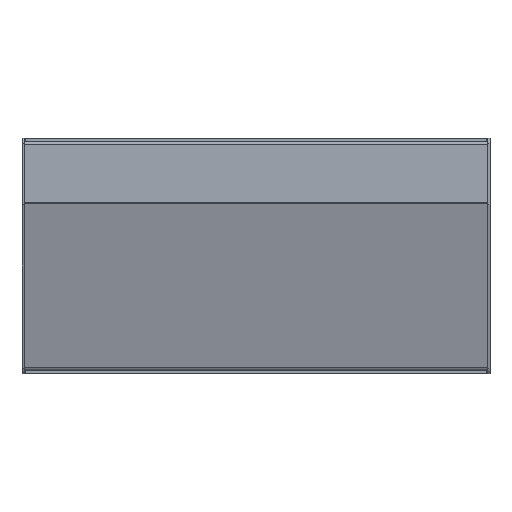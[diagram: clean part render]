
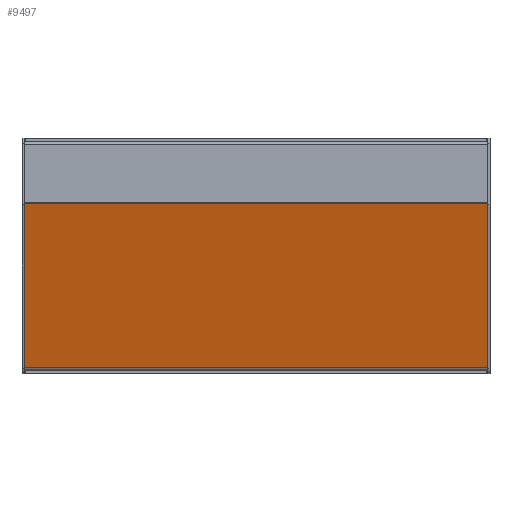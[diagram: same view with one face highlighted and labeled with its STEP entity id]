
A CAD part, top view. The second image highlights one B-rep face of the part: STEP entity #9497.
In plain terms, the highlighted planar face has unit normal (0, -0.259, 0.966).
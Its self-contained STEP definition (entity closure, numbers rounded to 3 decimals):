
#5822=CARTESIAN_POINT('',(215.106,-57.541,-0.105));
#5823=VERTEX_POINT('',#5822);
#5831=CARTESIAN_POINT('',(215.106,-210.041,-40.969));
#5832=VERTEX_POINT('',#5831);
#5833=CARTESIAN_POINT('',(215.106,-57.541,-0.105));
#5834=DIRECTION('',(0.0,-0.966,-0.259));
#5835=VECTOR('',#5834,157.88);
#5836=LINE('',#5833,#5835);
#5837=EDGE_CURVE('',#5823,#5832,#5836,.T.);
#7469=CARTESIAN_POINT('',(-215.106,-210.041,-40.969));
#7470=VERTEX_POINT('',#7469);
#7478=CARTESIAN_POINT('',(-215.106,-57.541,-0.105));
#7479=VERTEX_POINT('',#7478);
#7480=CARTESIAN_POINT('',(-215.106,-57.541,-0.105));
#7481=DIRECTION('',(0.0,-0.966,-0.259));
#7482=VECTOR('',#7481,157.88);
#7483=LINE('',#7480,#7482);
#7484=EDGE_CURVE('',#7479,#7470,#7483,.T.);
#9470=CARTESIAN_POINT('',(-215.106,-210.041,-40.969));
#9471=DIRECTION('',(1.0,0.0,0.0));
#9472=VECTOR('',#9471,430.213);
#9473=LINE('',#9470,#9472);
#9474=EDGE_CURVE('',#7470,#5832,#9473,.T.);
#9481=CARTESIAN_POINT('',(-215.106,-57.15,0.));
#9482=DIRECTION('',(0.0,-0.259,0.966));
#9483=DIRECTION('',(1.0,0.0,0.0));
#9484=AXIS2_PLACEMENT_3D('',#9481,#9482,#9483);
#9485=PLANE('',#9484);
#9486=ORIENTED_EDGE('',*,*,#5837,.F.);
#9487=CARTESIAN_POINT('',(-215.106,-57.541,-0.105));
#9488=DIRECTION('',(1.0,0.0,0.0));
#9489=VECTOR('',#9488,430.213);
#9490=LINE('',#9487,#9489);
#9491=EDGE_CURVE('',#7479,#5823,#9490,.T.);
#9492=ORIENTED_EDGE('',*,*,#9491,.F.);
#9493=ORIENTED_EDGE('',*,*,#7484,.T.);
#9494=ORIENTED_EDGE('',*,*,#9474,.T.);
#9495=EDGE_LOOP('',(#9486,#9492,#9493,#9494));
#9496=FACE_OUTER_BOUND('',#9495,.T.);
#9497=ADVANCED_FACE('',(#9496),#9485,.T.);
